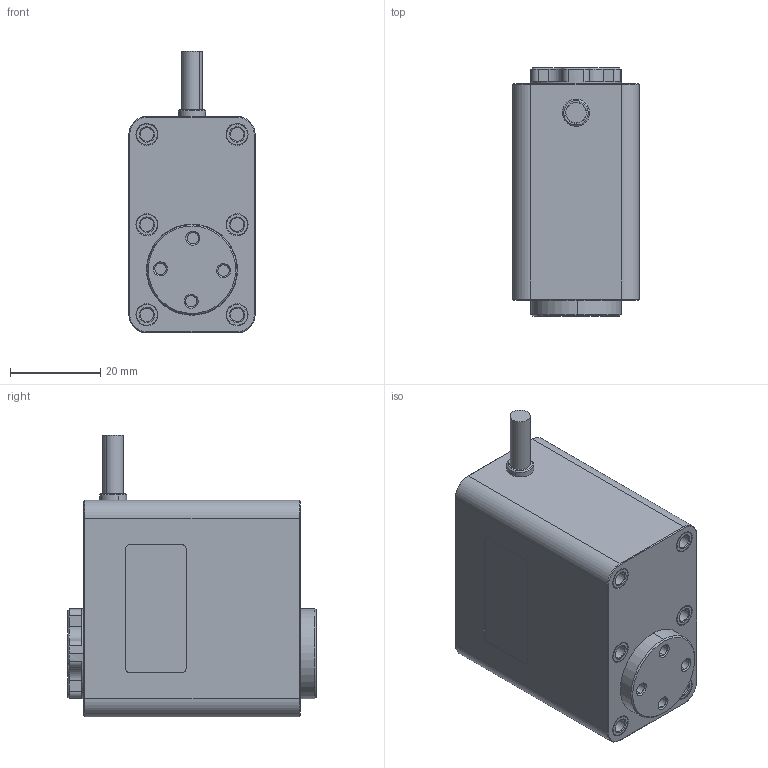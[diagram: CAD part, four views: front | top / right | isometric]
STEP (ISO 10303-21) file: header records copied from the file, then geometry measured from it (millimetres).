
FILE_DESCRIPTION (( 'STEP AP214' ), '1' );
FILE_NAME ('D30（2020）外观图.STEP', '2022-11-07T05:57:31', ( '' ), ( '' ), 'SwSTEP 2.0', 'SolidWorks 2021', '' );
FILE_SCHEMA (( 'AUTOMOTIVE_DESIGN' ));
Length unit declared in the file: millimetre
Products named in the file (1): D30ㄗ2020ㄘ俋夤芞
Bounding box: 28 x 55 x 62.47 mm (x, y, z)
Surface area: 12410.7 mm2 (no closed solid volume)
Topology: 0 solids, 2 shells, 423 faces, 1040 edges, 667 vertices
Faces by surface type: cylinder 151, plane 151, cone 121
Entity records: 16899 total; most frequent: DIRECTION 2383, CARTESIAN_POINT 2131, ORIENTED_EDGE 2076, EDGE_CURVE 1040, AXIS2_PLACEMENT_3D 919, VERTEX_POINT 667, LINE 545, VECTOR 545
